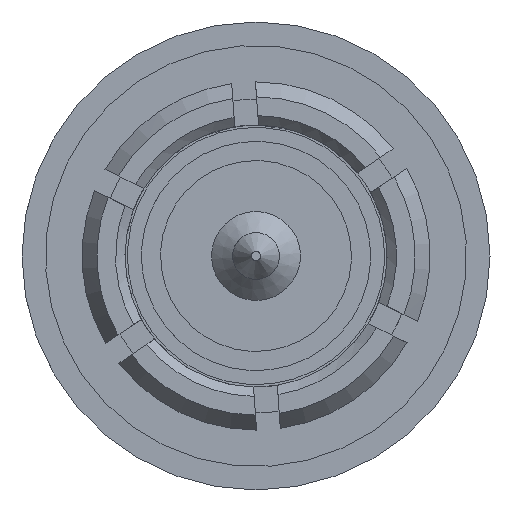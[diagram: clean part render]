
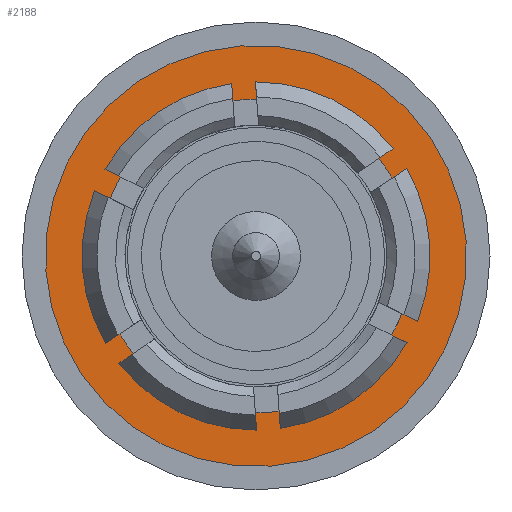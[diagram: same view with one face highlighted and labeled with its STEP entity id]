
A CAD part, left-side view. The second image highlights one B-rep face of the part: STEP entity #2188.
In plain terms, the highlighted face is planar.
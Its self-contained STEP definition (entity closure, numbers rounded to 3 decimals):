
#703=ORIENTED_EDGE('',*,*,#1097,.T.);
#704=ORIENTED_EDGE('',*,*,#931,.F.);
#931=EDGE_CURVE('',#1208,#1208,#1423,.T.);
#1097=EDGE_CURVE('',#1324,#1324,#1480,.T.);
#1208=VERTEX_POINT('',#3439);
#1324=VERTEX_POINT('',#3905);
#1423=CIRCLE('',#2391,2.25);
#1480=CIRCLE('',#2500,1.675);
#1662=EDGE_LOOP('',(#703));
#1663=EDGE_LOOP('',(#704));
#1910=FACE_BOUND('',#1662,.T.);
#1911=FACE_BOUND('',#1663,.T.);
#2075=PLANE('',#2505);
#2188=ADVANCED_FACE('',(#1910,#1911),#2075,.F.);
#2391=AXIS2_PLACEMENT_3D('',#3438,#2769,#2770);
#2500=AXIS2_PLACEMENT_3D('',#3904,#3052,#3053);
#2505=AXIS2_PLACEMENT_3D('',#3914,#3064,#3065);
#2769=DIRECTION('',(-1.,0.,0.));
#2770=DIRECTION('',(0.,1.,0.));
#3052=DIRECTION('',(-1.,0.,0.));
#3053=DIRECTION('',(0.,1.,0.));
#3064=DIRECTION('',(-1.,0.,0.));
#3065=DIRECTION('',(0.,0.,1.));
#3438=CARTESIAN_POINT('',(0.,0.,0.));
#3439=CARTESIAN_POINT('',(0.,2.25,0.));
#3904=CARTESIAN_POINT('',(0.,0.,0.));
#3905=CARTESIAN_POINT('',(0.,1.675,0.));
#3914=CARTESIAN_POINT('',(0.,0.,0.));
